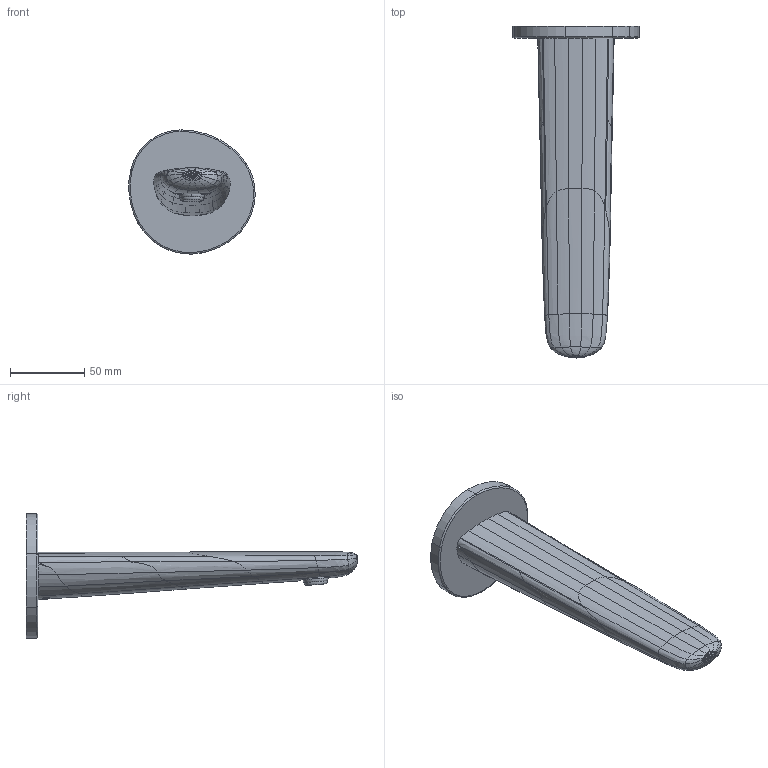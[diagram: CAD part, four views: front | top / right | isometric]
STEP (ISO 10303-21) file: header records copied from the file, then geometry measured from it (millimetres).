
FILE_DESCRIPTION(/* description */ (''),/* implementation_level */ '2;1');
FILE_NAME(/* name */ 'TVT111003000.step',/* time_stamp */ '2023-01-19T11:21:01+01:00',/* author */ (''),/* organization */ (''),/* preprocessor_version */ 'ST-DEVELOPER v19.2',/* originating_system */ 'Autodesk Translation Framework v11.17.0.187',/* authorisation */ '');
FILE_SCHEMA (('AUTOMOTIVE_DESIGN { 1 0 10303 214 3 1 1 }'));
Length unit declared in the file: millimetre
Products named in the file (3): (Nicht gespeichert); ROSONE-BOCCA-208-MANDALAY; AC53G5682ASSSLC1_2NE
Assembly tree (2 placements, depth 2):
  (Nicht gespeichert)
    ROSONE-BOCCA-208-MANDALAY
    AC53G5682ASSSLC1_2NE
Bounding box: 84.85 x 223.03 x 83.49 mm (x, y, z)
Volume: 243579.6 mm3; surface area: 41556 mm2
Topology: 2 solids, 3 shells, 197 faces, 471 edges, 254 vertices
Faces by surface type: bspline 126, plane 32, cylinder 29, torus 8, cone 2
Full cylindrical faces by diameter (mm): 5.2 x2, 17 x1, 23.1 x1, 24 x1, 24.5 x1
Entity records: 13157 total; most frequent: CARTESIAN_POINT 9628, ORIENTED_EDGE 869, EDGE_CURVE 435, DIRECTION 405, B_SPLINE_CURVE_WITH_KNOTS 268, VERTEX_POINT 254, EDGE_LOOP 208, FACE_OUTER_BOUND 197
